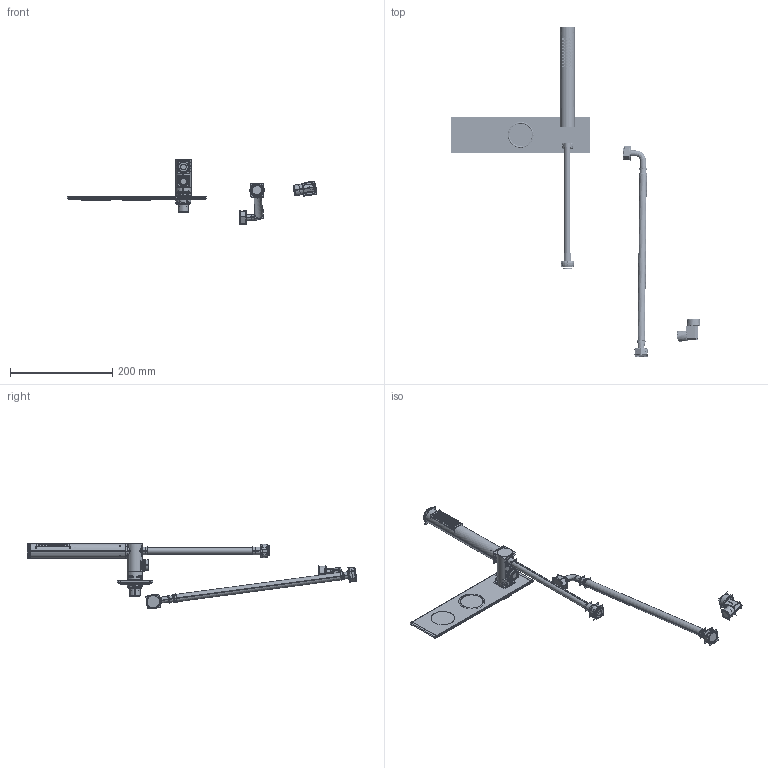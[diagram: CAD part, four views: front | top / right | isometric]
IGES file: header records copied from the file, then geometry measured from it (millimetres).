
Start section:  PTC IGES file: KL1701BPC.igs
Global section: file name: KL1701BPC.igs; native system: Pro/ENGINEER by Parametric Technology Corporation; preprocessor: 2009360; author: user33; organization: Unknown; date: 20200106.153710; units: millimetre
Bounding box: 489.11 x 646.16 x 129.11 mm (x, y, z)
Volume: 332895.3 mm3; surface area: 873489.5 mm2
Topology: 51 solids, 66 shells, 2852 faces, 14018 edges, 18204 vertices
Faces by surface type: revolution 1998, bspline 854
